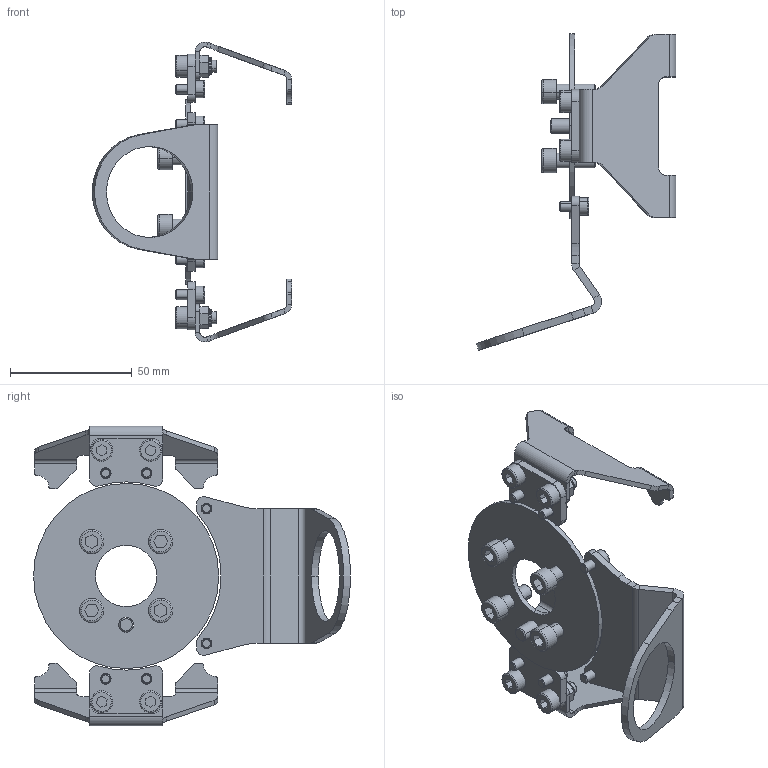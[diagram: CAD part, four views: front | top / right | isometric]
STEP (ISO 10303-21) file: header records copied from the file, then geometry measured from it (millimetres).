
FILE_DESCRIPTION (( 'STEP AP203' ), '1' );
FILE_NAME ('P5310.STEP', '2018-12-21T07:00:01', ( 'RSPlokal' ), ( 'Microsoft' ), 'SwSTEP 2.0', 'SolidWorks 2017', '' );
FILE_SCHEMA (( 'CONFIG_CONTROL_DESIGN' ));
Length unit declared in the file: millimetre
Products named in the file (1): P5310
Bounding box: 81.8 x 129.91 x 123.01 mm (x, y, z)
Volume: 39315.8 mm3; surface area: 39058.5 mm2
Topology: 25 solids, 25 shells, 578 faces, 1328 edges, 828 vertices
Faces by surface type: plane 298, cylinder 196, torus 44, cone 40
Entity records: 16409 total; most frequent: DIRECTION 3030, CARTESIAN_POINT 2735, ORIENTED_EDGE 2656, EDGE_CURVE 1328, AXIS2_PLACEMENT_3D 1123, VERTEX_POINT 828, LINE 784, VECTOR 784
